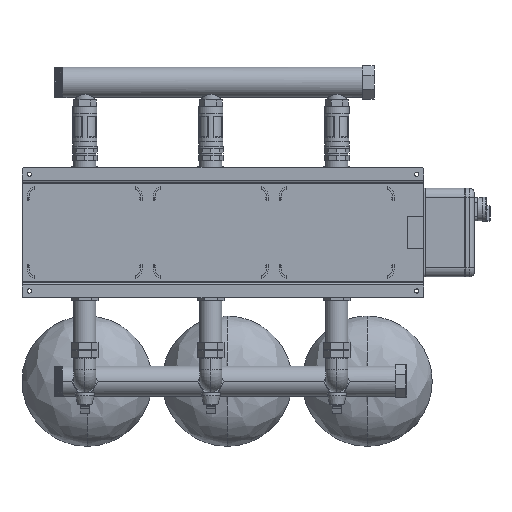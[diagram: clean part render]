
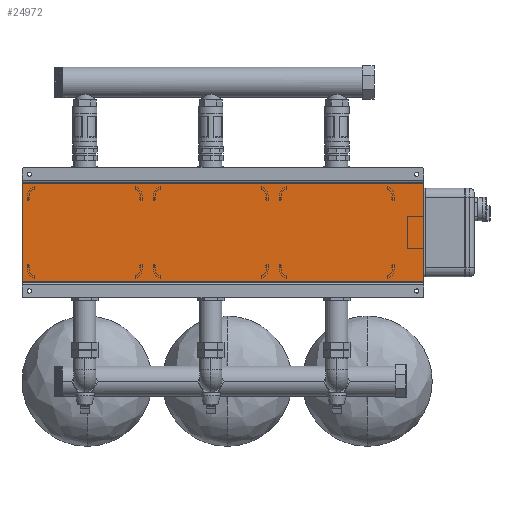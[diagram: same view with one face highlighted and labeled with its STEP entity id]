
A CAD part, front view. The second image highlights one B-rep face of the part: STEP entity #24972.
In plain terms, the highlighted planar face has unit normal (0, -1, 0).
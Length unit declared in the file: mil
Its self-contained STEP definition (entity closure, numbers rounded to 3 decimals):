
#787 = VECTOR ( 'NONE', #153320, 39370.079 ) ;
#11699 = DIRECTION ( 'NONE',  ( 1., 0., 0. ) ) ;
#14896 = CARTESIAN_POINT ( 'NONE',  ( 16929.134, 2007.874, 4133.858 ) ) ;
#20385 = DIRECTION ( 'NONE',  ( -1., 0., 0. ) ) ;
#20847 = CARTESIAN_POINT ( 'NONE',  ( 16929.134, 2007.874, 4133.858 ) ) ;
#21978 = DIRECTION ( 'NONE',  ( -1., 0., 0. ) ) ;
#24972 = ADVANCED_FACE ( 'NONE', ( #66497 ), #46366, .F. ) ;
#29183 = EDGE_CURVE ( 'NONE', #67132, #104200, #193223, .T. ) ;
#29597 = DIRECTION ( 'NONE',  ( 0., 1., 0. ) ) ;
#36974 = VERTEX_POINT ( 'NONE', #61213 ) ;
#41026 = VECTOR ( 'NONE', #21978, 39370.079 ) ;
#42445 = AXIS2_PLACEMENT_3D ( 'NONE', #97871, #29597, #11699 ) ;
#46366 = PLANE ( 'NONE',  #42445 ) ;
#50823 = CARTESIAN_POINT ( 'NONE',  ( 16929.134, 2007.874, -4133.858 ) ) ;
#54275 = EDGE_LOOP ( 'NONE', ( #212092, #120639, #158824, #152929 ) ) ;
#61213 = CARTESIAN_POINT ( 'NONE',  ( -16929.134, 2007.874, -4133.858 ) ) ;
#66497 = FACE_OUTER_BOUND ( 'NONE', #54275, .T. ) ;
#67132 = VERTEX_POINT ( 'NONE', #14896 ) ;
#74903 = EDGE_CURVE ( 'NONE', #104200, #36974, #115652, .T. ) ;
#89753 = LINE ( 'NONE', #175981, #203129 ) ;
#97871 = CARTESIAN_POINT ( 'NONE',  ( 16929.134, 2007.874, -4133.858 ) ) ;
#104200 = VERTEX_POINT ( 'NONE', #193335 ) ;
#106225 = CARTESIAN_POINT ( 'NONE',  ( 16929.134, 2007.874, 4133.858 ) ) ;
#107664 = VERTEX_POINT ( 'NONE', #50823 ) ;
#115652 = LINE ( 'NONE', #183956, #174113 ) ;
#120639 = ORIENTED_EDGE ( 'NONE', *, *, #211671, .F. ) ;
#152605 = DIRECTION ( 'NONE',  ( 0., 0., -1. ) ) ;
#152929 = ORIENTED_EDGE ( 'NONE', *, *, #29183, .T. ) ;
#153320 = DIRECTION ( 'NONE',  ( 0., 0., -1. ) ) ;
#156603 = LINE ( 'NONE', #106225, #787 ) ;
#158824 = ORIENTED_EDGE ( 'NONE', *, *, #172813, .F. ) ;
#172813 = EDGE_CURVE ( 'NONE', #67132, #107664, #156603, .T. ) ;
#174113 = VECTOR ( 'NONE', #152605, 39370.079 ) ;
#175981 = CARTESIAN_POINT ( 'NONE',  ( 16929.134, 2007.874, -4133.858 ) ) ;
#183956 = CARTESIAN_POINT ( 'NONE',  ( -16929.134, 2007.874, -4133.858 ) ) ;
#193223 = LINE ( 'NONE', #20847, #41026 ) ;
#193335 = CARTESIAN_POINT ( 'NONE',  ( -16929.134, 2007.874, 4133.858 ) ) ;
#203129 = VECTOR ( 'NONE', #20385, 39370.079 ) ;
#211671 = EDGE_CURVE ( 'NONE', #107664, #36974, #89753, .T. ) ;
#212092 = ORIENTED_EDGE ( 'NONE', *, *, #74903, .T. ) ;
